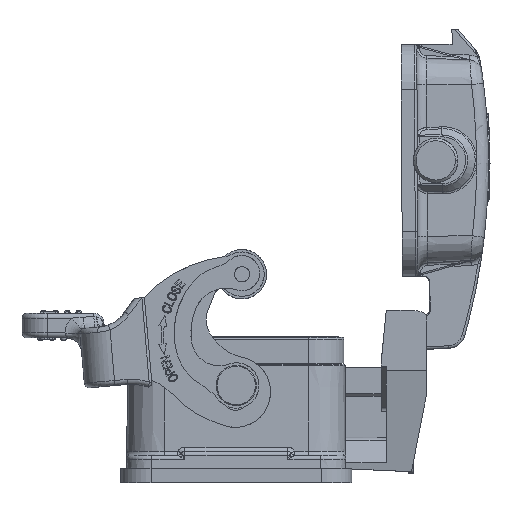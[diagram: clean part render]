
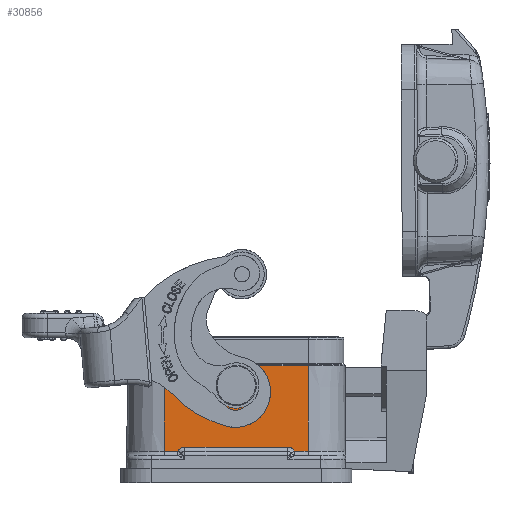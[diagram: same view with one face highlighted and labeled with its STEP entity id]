
A CAD part, left-side view. The second image highlights one B-rep face of the part: STEP entity #30856.
In plain terms, the highlighted planar face has unit normal (-1, 0, 0.009).
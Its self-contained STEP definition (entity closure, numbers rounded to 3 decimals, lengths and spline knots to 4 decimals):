
#373=CARTESIAN_POINT('',(0.415,1.5332,-3.3063));
#374=CARTESIAN_POINT('',(0.4151,1.5371,-3.2997));
#375=CARTESIAN_POINT('',(0.4152,1.5463,-3.2886));
#376=CARTESIAN_POINT('',(0.4153,1.566,-3.2773));
#377=CARTESIAN_POINT('',(0.4153,1.5802,-3.2748));
#378=CARTESIAN_POINT('',(0.4153,1.5878,-3.2748));
#380=CARTESIAN_POINT('',(0.4153,2.3909,-3.2748));
#381=CARTESIAN_POINT('',(0.4153,2.3985,-3.2748));
#382=CARTESIAN_POINT('',(0.4153,2.4127,-3.2773));
#383=CARTESIAN_POINT('',(0.4152,2.4324,-3.2886));
#384=CARTESIAN_POINT('',(0.4151,2.4416,-3.2997));
#385=CARTESIAN_POINT('',(0.415,2.4454,-3.3063));
#387=DIRECTION('',(0.009,0.,1.));
#388=VECTOR('',#387,0.6658);
#389=CARTESIAN_POINT('',(0.415,2.5504,-3.3063));
#390=LINE('',#389,#388);
#395=DIRECTION('',(0.009,0.,1.));
#396=VECTOR('',#395,0.6658);
#397=CARTESIAN_POINT('',(0.415,1.4283,-3.3063));
#398=LINE('',#397,#396);
#777=DIRECTION('',(0.,-1.,0.));
#778=VECTOR('',#777,0.8031);
#779=CARTESIAN_POINT('',(0.4153,2.3909,-3.2748));
#780=LINE('',#779,#778);
#898=DIRECTION('',(0.,-1.,0.));
#899=VECTOR('',#898,0.1049);
#900=CARTESIAN_POINT('',(0.415,2.5504,-3.3063));
#901=LINE('',#900,#899);
#1430=DIRECTION('',(0.,-1.,0.));
#1431=VECTOR('',#1430,0.1049);
#1432=CARTESIAN_POINT('',(0.415,1.5332,
-3.3063));
#1433=LINE('',#1432,#1431);
#24123=CARTESIAN_POINT('',(0.4195,1.9303,
-2.7943));
#24124=CARTESIAN_POINT('',(0.4194,1.9303,
-2.8014));
#24125=CARTESIAN_POINT('',(0.4193,1.9327,
-2.8147));
#24126=CARTESIAN_POINT('',(0.4192,1.9433,
-2.8331));
#24127=CARTESIAN_POINT('',(0.419,1.9591,
-2.8463));
#24128=CARTESIAN_POINT('',(0.419,1.9788,
-2.8535));
#24129=CARTESIAN_POINT('',(0.419,1.9997,
-2.8536));
#24130=CARTESIAN_POINT('',(0.419,2.0194,
-2.8464));
#24131=CARTESIAN_POINT('',(0.4192,2.0354,
-2.8331));
#24132=CARTESIAN_POINT('',(0.4193,2.046,
-2.8146));
#24133=CARTESIAN_POINT('',(0.4194,2.0484,
-2.8012));
#24134=CARTESIAN_POINT('',(0.4195,2.0484,
-2.7941));
#24140=CARTESIAN_POINT('',(0.4195,2.0484,
-2.7941));
#24141=CARTESIAN_POINT('',(0.4196,2.0484,
-2.7869));
#24142=CARTESIAN_POINT('',(0.4197,2.046,
-2.7736));
#24143=CARTESIAN_POINT('',(0.4198,2.0354,
-2.7553));
#24144=CARTESIAN_POINT('',(0.42,2.0196,
-2.7421));
#24145=CARTESIAN_POINT('',(0.42,1.9999,
-2.7348));
#24146=CARTESIAN_POINT('',(0.42,1.979,
-2.7348));
#24147=CARTESIAN_POINT('',(0.42,1.9593,
-2.7419));
#24148=CARTESIAN_POINT('',(0.4198,1.9433,
-2.7552));
#24149=CARTESIAN_POINT('',(0.4197,1.9326,
-2.7738));
#24150=CARTESIAN_POINT('',(0.4196,1.9303,
-2.7872));
#24151=CARTESIAN_POINT('',(0.4195,1.9303,
-2.7943));
#25199=DIRECTION('',(0.,1.,0.));
#25200=VECTOR('',#25199,1.122);
#25201=CARTESIAN_POINT('',(0.4208,1.4283,
-2.6405));
#25202=LINE('',#25201,#25200);
#26428=CARTESIAN_POINT('',(0.415,2.5504,
-3.3063));
#26429=CARTESIAN_POINT('',(0.4208,2.5504,
-2.6405));
#26430=VERTEX_POINT('',#26428);
#26431=VERTEX_POINT('',#26429);
#26434=VERTEX_POINT('',#373);
#26435=VERTEX_POINT('',#378);
#26436=VERTEX_POINT('',#380);
#26437=VERTEX_POINT('',#385);
#26440=CARTESIAN_POINT('',(0.415,1.4283,
-3.3063));
#26441=CARTESIAN_POINT('',(0.4208,1.4283,
-2.6405));
#26442=VERTEX_POINT('',#26440);
#26443=VERTEX_POINT('',#26441);
#27142=VERTEX_POINT('',#24123);
#27143=VERTEX_POINT('',#24134);
#30828=CARTESIAN_POINT('',(0.4179,1.9893,
-2.9734));
#30829=DIRECTION('',(1.,0.,-0.009));
#30830=DIRECTION('',(0.009,0.,1.));
#30831=AXIS2_PLACEMENT_3D('',#30828,#30829,#30830);
#30832=PLANE('',#30831);
#30834=ORIENTED_EDGE('',*,*,#30833,.F.);
#30836=ORIENTED_EDGE('',*,*,#30835,.F.);
#30838=ORIENTED_EDGE('',*,*,#30837,.T.);
#30840=ORIENTED_EDGE('',*,*,#30839,.F.);
#30842=ORIENTED_EDGE('',*,*,#30841,.T.);
#30844=ORIENTED_EDGE('',*,*,#30843,.F.);
#30845=ORIENTED_EDGE('',*,*,#30819,.T.);
#30847=ORIENTED_EDGE('',*,*,#30846,.F.);
#30848=EDGE_LOOP('',(#30834,#30836,#30838,#30840,#30842,#30844,#30845,#30847));
#30849=FACE_OUTER_BOUND('',#30848,.F.);
#30851=ORIENTED_EDGE('',*,*,#30850,.F.);
#30853=ORIENTED_EDGE('',*,*,#30852,.F.);
#30854=EDGE_LOOP('',(#30851,#30853));
#30855=FACE_BOUND('',#30854,.F.);
#379=B_SPLINE_CURVE_WITH_KNOTS('',3,(#373,#374,#375,#376,#377,#378),
.UNSPECIFIED.,.F.,.F.,(4,1,1,4),(0.,0.3333,0.6667,1.),
.UNSPECIFIED.);
#386=B_SPLINE_CURVE_WITH_KNOTS('',3,(#380,#381,#382,#383,#384,#385),
.UNSPECIFIED.,.F.,.F.,(4,1,1,4),(0.,0.3333,0.6667,1.),
.UNSPECIFIED.);
#24135=B_SPLINE_CURVE_WITH_KNOTS('',3,(#24123,#24124,#24125,#24126,#24127,
#24128,#24129,#24130,#24131,#24132,#24133,#24134),.UNSPECIFIED.,.F.,.F.,(4,1,1,
1,1,1,1,1,1,4),(0.,0.1111,0.2222,0.3333,
0.4444,0.5556,0.6667,0.7778,
0.8889,1.),.UNSPECIFIED.);
#24152=B_SPLINE_CURVE_WITH_KNOTS('',3,(#24140,#24141,#24142,#24143,#24144,
#24145,#24146,#24147,#24148,#24149,#24150,#24151),.UNSPECIFIED.,.F.,.F.,(4,1,1,
1,1,1,1,1,1,4),(0.,0.1111,0.2222,0.3333,
0.4444,0.5556,0.6667,0.7778,
0.8889,1.),.UNSPECIFIED.);
#30819=EDGE_CURVE('',#26430,#26431,#390,.T.);
#30833=EDGE_CURVE('',#26442,#26443,#398,.T.);
#30835=EDGE_CURVE('',#26434,#26442,#1433,.T.);
#30837=EDGE_CURVE('',#26434,#26435,#379,.T.);
#30839=EDGE_CURVE('',#26436,#26435,#780,.T.);
#30841=EDGE_CURVE('',#26436,#26437,#386,.T.);
#30843=EDGE_CURVE('',#26430,#26437,#901,.T.);
#30846=EDGE_CURVE('',#26443,#26431,#25202,.T.);
#30850=EDGE_CURVE('',#27142,#27143,#24135,.T.);
#30852=EDGE_CURVE('',#27143,#27142,#24152,.T.);
#30856=ADVANCED_FACE('',(#30849,#30855),#30832,.F.);
